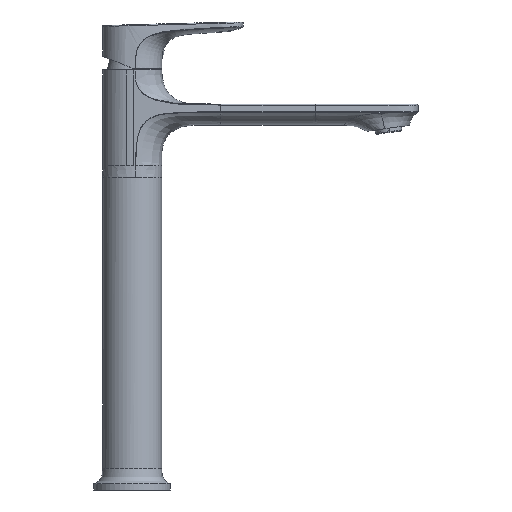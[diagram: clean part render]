
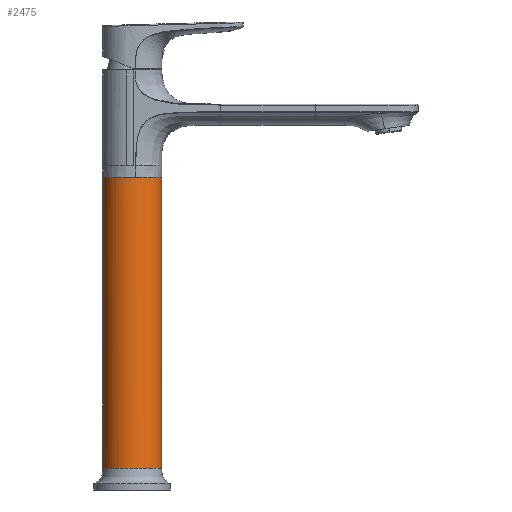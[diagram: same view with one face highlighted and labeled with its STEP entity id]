
A CAD part, left-side view. The second image highlights one B-rep face of the part: STEP entity #2475.
In plain terms, the highlighted cylindrical face has radius 19 mm (diameter 38 mm), a partial arc.
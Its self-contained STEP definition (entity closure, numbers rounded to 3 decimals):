
#2475=ADVANCED_FACE('',(#4455),#32033,.T.);
#4455=FACE_OUTER_BOUND('',#6726,.T.);
#6726=EDGE_LOOP('',(#17160,#17161,#17162,#17163,#17164));
#17160=ORIENTED_EDGE('',*,*,#22737,.F.);
#17161=ORIENTED_EDGE('',*,*,#22731,.F.);
#17162=ORIENTED_EDGE('',*,*,#22739,.T.);
#17163=ORIENTED_EDGE('',*,*,#22738,.T.);
#17164=ORIENTED_EDGE('',*,*,#22734,.F.);
#22731=EDGE_CURVE('',#31719,#31721,#27181,.T.);
#22734=EDGE_CURVE('',#31722,#31717,#27182,.T.);
#22737=EDGE_CURVE('',#31721,#31722,#28312,.T.);
#22738=EDGE_CURVE('',#31716,#31717,#28313,.T.);
#22739=EDGE_CURVE('',#31719,#31716,#28314,.T.);
#27181=B_SPLINE_CURVE_WITH_KNOTS('',1,(#114195,#114196),.UNSPECIFIED.,.F.,
 .F.,(2,2),(-186.594,0.),.UNSPECIFIED.);
#27182=B_SPLINE_CURVE_WITH_KNOTS('',1,(#114205,#114206),.UNSPECIFIED.,.F.,
 .F.,(2,2),(-186.594,0.),.UNSPECIFIED.);
#28312=(
BOUNDED_CURVE()
B_SPLINE_CURVE(2,(#114215,#114216,#114217,#114218,#114219),
 .UNSPECIFIED.,.F.,.F.)
B_SPLINE_CURVE_WITH_KNOTS((3,2,3),(0.,29.845,59.69),
 .UNSPECIFIED.)
CURVE()
GEOMETRIC_REPRESENTATION_ITEM()
RATIONAL_B_SPLINE_CURVE((1.,0.707,1.,0.707,1.))
REPRESENTATION_ITEM('')
);
#28313=(
BOUNDED_CURVE()
B_SPLINE_CURVE(2,(#114220,#114221,#114222,#114223,#114224),
 .UNSPECIFIED.,.F.,.F.)
B_SPLINE_CURVE_WITH_KNOTS((3,2,3),(-32.022,-16.011,
0.),.UNSPECIFIED.)
CURVE()
GEOMETRIC_REPRESENTATION_ITEM()
RATIONAL_B_SPLINE_CURVE((1.,0.913,1.,0.913,1.))
REPRESENTATION_ITEM('')
);
#28314=(
BOUNDED_CURVE()
B_SPLINE_CURVE(2,(#114225,#114226,#114227),.UNSPECIFIED.,.F.,.F.)
B_SPLINE_CURVE_WITH_KNOTS((3,3),(-27.668,0.),.UNSPECIFIED.)
CURVE()
GEOMETRIC_REPRESENTATION_ITEM()
RATIONAL_B_SPLINE_CURVE((1.,0.746,1.))
REPRESENTATION_ITEM('')
);
#31716=VERTEX_POINT('',#105560);
#31717=VERTEX_POINT('',#105561);
#31719=VERTEX_POINT('',#105563);
#31721=VERTEX_POINT('',#105565);
#31722=VERTEX_POINT('',#105566);
#32033=CYLINDRICAL_SURFACE('',#35339,19.);
#35339=AXIS2_PLACEMENT_3D('',#104155,#36826,$);
#36826=DIRECTION('',(0.,0.,1.));
#104155=CARTESIAN_POINT('',(0.,0.,
106.297));
#105560=CARTESIAN_POINT('',(2.173,-18.875,199.594));
#105561=CARTESIAN_POINT('',(-19.,0.,199.594));
#105563=CARTESIAN_POINT('',(19.,0.,199.594));
#105565=CARTESIAN_POINT('',(19.,0.,13.));
#105566=CARTESIAN_POINT('',(-19.,0.,13.));
#114195=CARTESIAN_POINT('',(19.,0.,199.594));
#114196=CARTESIAN_POINT('',(19.,0.,13.));
#114205=CARTESIAN_POINT('',(-19.,0.,13.));
#114206=CARTESIAN_POINT('',(-19.,0.,199.594));
#114215=CARTESIAN_POINT('',(19.,0.,13.));
#114216=CARTESIAN_POINT('',(19.,-19.,13.));
#114217=CARTESIAN_POINT('',(0.,-19.,13.));
#114218=CARTESIAN_POINT('',(-19.,-19.,13.));
#114219=CARTESIAN_POINT('',(-19.,0.,13.));
#114220=CARTESIAN_POINT('',(2.173,-18.875,199.594));
#114221=CARTESIAN_POINT('',(-6.287,-19.849,199.594));
#114222=CARTESIAN_POINT('',(-12.644,-14.182,199.594));
#114223=CARTESIAN_POINT('',(-19.,-8.516,199.594));
#114224=CARTESIAN_POINT('',(-19.,0.,199.594));
#114225=CARTESIAN_POINT('',(19.,0.,199.594));
#114226=CARTESIAN_POINT('',(19.,-16.939,199.594));
#114227=CARTESIAN_POINT('',(2.173,-18.875,199.594));
